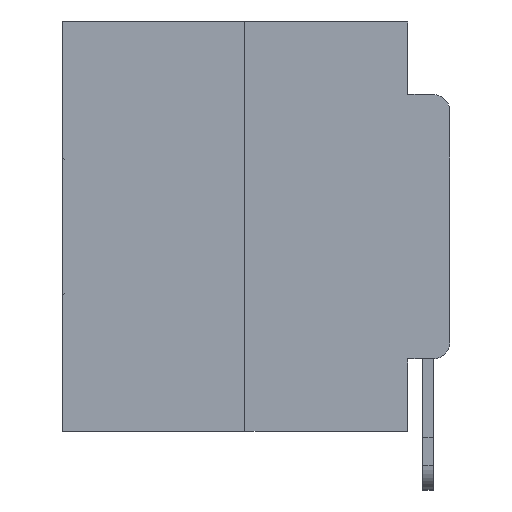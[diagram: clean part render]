
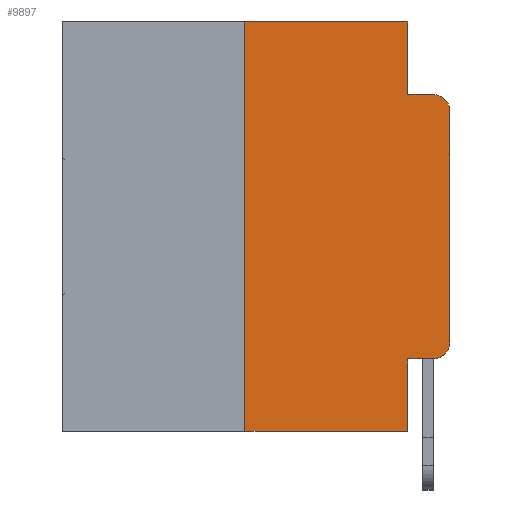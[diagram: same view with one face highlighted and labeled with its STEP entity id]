
A CAD part, left-side view. The second image highlights one B-rep face of the part: STEP entity #9897.
In plain terms, the highlighted planar face has unit normal (-1, 0, 0).
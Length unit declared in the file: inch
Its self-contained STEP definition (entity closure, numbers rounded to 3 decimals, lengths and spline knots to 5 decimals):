
#261 = VERTEX_POINT ( 'NONE', #26416 ) ;
#292 = ORIENTED_EDGE ( 'NONE', *, *, #4346, .T. ) ;
#850 = DIRECTION ( 'NONE',  ( 0., -1., 0. ) ) ;
#862 = CARTESIAN_POINT ( 'NONE',  ( 0., 0.051, -0.0885 ) ) ;
#996 = DIRECTION ( 'NONE',  ( 0., 0., -1. ) ) ;
#1027 = VERTEX_POINT ( 'NONE', #16110 ) ;
#1033 = VERTEX_POINT ( 'NONE', #26604 ) ;
#1040 = EDGE_CURVE ( 'NONE', #10355, #15980, #27121, .T. ) ;
#1086 = LINE ( 'NONE', #1092, #13164 ) ;
#1092 = CARTESIAN_POINT ( 'NONE',  ( 0., 0.051, 0. ) ) ;
#1428 = EDGE_CURVE ( 'NONE', #15980, #261, #1086, .T. ) ;
#1430 = CARTESIAN_POINT ( 'NONE',  ( 0., 0.051, 0. ) ) ;
#1692 = CARTESIAN_POINT ( 'NONE',  ( 0., 0., -0.1085 ) ) ;
#2132 = FACE_OUTER_BOUND ( 'NONE', #23316, .T. ) ;
#2206 = EDGE_CURVE ( 'NONE', #24208, #10355, #14493, .T. ) ;
#2344 = CARTESIAN_POINT ( 'NONE',  ( 0., 0.051, -0.4115 ) ) ;
#2746 = EDGE_CURVE ( 'NONE', #261, #5495, #13091, .T. ) ;
#2872 = VECTOR ( 'NONE', #20033, 39.37008 ) ;
#2998 = DIRECTION ( 'NONE',  ( -1., 0., 0. ) ) ;
#3184 = CARTESIAN_POINT ( 'NONE',  ( 0., 0.25, 0. ) ) ;
#3666 = VECTOR ( 'NONE', #3987, 39.37008 ) ;
#3987 = DIRECTION ( 'NONE',  ( 0., -1., 0. ) ) ;
#4267 = ORIENTED_EDGE ( 'NONE', *, *, #2746, .F. ) ;
#4346 = EDGE_CURVE ( 'NONE', #13028, #5495, #7742, .T. ) ;
#4673 = DIRECTION ( 'NONE',  ( 0., 0., 1. ) ) ;
#5122 = CARTESIAN_POINT ( 'NONE',  ( 0., 0.02, -0.0885 ) ) ;
#5377 = CARTESIAN_POINT ( 'NONE',  ( 0., 0.473, 0. ) ) ;
#5495 = VERTEX_POINT ( 'NONE', #5122 ) ;
#6376 = DIRECTION ( 'NONE',  ( 0., 0., 1. ) ) ;
#7015 = EDGE_CURVE ( 'NONE', #25530, #1027, #25841, .T. ) ;
#7098 = CARTESIAN_POINT ( 'NONE',  ( 0., 0.473, 0. ) ) ;
#7130 = EDGE_CURVE ( 'NONE', #18306, #13028, #15300, .T. ) ;
#7638 = DIRECTION ( 'NONE',  ( 0., 0., -1. ) ) ;
#7742 = CIRCLE ( 'NONE', #19912, 0.02 ) ;
#7823 = DIRECTION ( 'NONE',  ( 0., -1., 0. ) ) ;
#8502 = ORIENTED_EDGE ( 'NONE', *, *, #1428, .F. ) ;
#8532 = VECTOR ( 'NONE', #6376, 39.37008 ) ;
#8837 = CARTESIAN_POINT ( 'NONE',  ( 0., 0.051, 0. ) ) ;
#9858 = AXIS2_PLACEMENT_3D ( 'NONE', #27551, #14548, #996 ) ;
#9897 = ADVANCED_FACE ( 'NONE', ( #2132 ), #16522, .F. ) ;
#9927 = ORIENTED_EDGE ( 'NONE', *, *, #1040, .F. ) ;
#10003 = DIRECTION ( 'NONE',  ( 0., 0., -1. ) ) ;
#10338 = LINE ( 'NONE', #21064, #22006 ) ;
#10355 = VERTEX_POINT ( 'NONE', #15809 ) ;
#10969 = AXIS2_PLACEMENT_3D ( 'NONE', #5377, #20893, #7638 ) ;
#11646 = EDGE_CURVE ( 'NONE', #24208, #1027, #10338, .T. ) ;
#11885 = ORIENTED_EDGE ( 'NONE', *, *, #7130, .T. ) ;
#12169 = VECTOR ( 'NONE', #13366, 39.37008 ) ;
#12785 = CIRCLE ( 'NONE', #9858, 0.02 ) ;
#13028 = VERTEX_POINT ( 'NONE', #1692 ) ;
#13091 = LINE ( 'NONE', #862, #18881 ) ;
#13164 = VECTOR ( 'NONE', #10003, 39.37008 ) ;
#13366 = DIRECTION ( 'NONE',  ( 0., 0., -1. ) ) ;
#14493 = LINE ( 'NONE', #3184, #8532 ) ;
#14548 = DIRECTION ( 'NONE',  ( -1., 0., 0. ) ) ;
#15300 = LINE ( 'NONE', #15839, #20384 ) ;
#15663 = CARTESIAN_POINT ( 'NONE',  ( 0., 0.051, -0.4115 ) ) ;
#15809 = CARTESIAN_POINT ( 'NONE',  ( 0., 0.25, 0. ) ) ;
#15816 = ORIENTED_EDGE ( 'NONE', *, *, #2206, .F. ) ;
#15839 = CARTESIAN_POINT ( 'NONE',  ( 0., 0., 0. ) ) ;
#15875 = ORIENTED_EDGE ( 'NONE', *, *, #11646, .T. ) ;
#15980 = VERTEX_POINT ( 'NONE', #1430 ) ;
#16110 = CARTESIAN_POINT ( 'NONE',  ( 0., 0.051, -0.5 ) ) ;
#16436 = CARTESIAN_POINT ( 'NONE',  ( 0., 0.02, -0.1085 ) ) ;
#16522 = PLANE ( 'NONE',  #10969 ) ;
#18306 = VERTEX_POINT ( 'NONE', #24794 ) ;
#18605 = DIRECTION ( 'NONE',  ( 0., 0., -1. ) ) ;
#18881 = VECTOR ( 'NONE', #850, 39.37008 ) ;
#19912 = AXIS2_PLACEMENT_3D ( 'NONE', #16436, #2998, #18605 ) ;
#20033 = DIRECTION ( 'NONE',  ( 0., -1., 0. ) ) ;
#20384 = VECTOR ( 'NONE', #4673, 39.37008 ) ;
#20632 = LINE ( 'NONE', #15663, #2872 ) ;
#20893 = DIRECTION ( 'NONE',  ( 1., 0., 0. ) ) ;
#21064 = CARTESIAN_POINT ( 'NONE',  ( 0., 0.473, -0.5 ) ) ;
#21911 = ORIENTED_EDGE ( 'NONE', *, *, #7015, .F. ) ;
#22006 = VECTOR ( 'NONE', #7823, 39.37008 ) ;
#22263 = ORIENTED_EDGE ( 'NONE', *, *, #22746, .T. ) ;
#22746 = EDGE_CURVE ( 'NONE', #1033, #18306, #12785, .T. ) ;
#23086 = EDGE_CURVE ( 'NONE', #25530, #1033, #20632, .T. ) ;
#23316 = EDGE_LOOP ( 'NONE', ( #11885, #292, #4267, #8502, #9927, #15816, #15875, #21911, #28073, #22263 ) ) ;
#24208 = VERTEX_POINT ( 'NONE', #26898 ) ;
#24794 = CARTESIAN_POINT ( 'NONE',  ( 0., 0., -0.3915 ) ) ;
#25530 = VERTEX_POINT ( 'NONE', #2344 ) ;
#25841 = LINE ( 'NONE', #8837, #12169 ) ;
#26416 = CARTESIAN_POINT ( 'NONE',  ( 0., 0.051, -0.0885 ) ) ;
#26604 = CARTESIAN_POINT ( 'NONE',  ( 0., 0.02, -0.4115 ) ) ;
#26898 = CARTESIAN_POINT ( 'NONE',  ( 0., 0.25, -0.5 ) ) ;
#27121 = LINE ( 'NONE', #7098, #3666 ) ;
#27551 = CARTESIAN_POINT ( 'NONE',  ( 0., 0.02, -0.3915 ) ) ;
#28073 = ORIENTED_EDGE ( 'NONE', *, *, #23086, .T. ) ;
